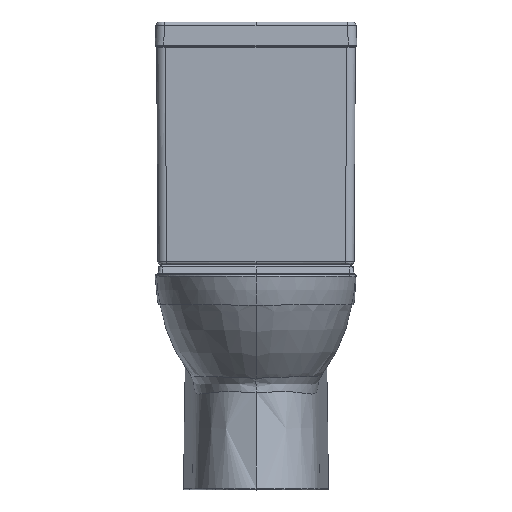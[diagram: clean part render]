
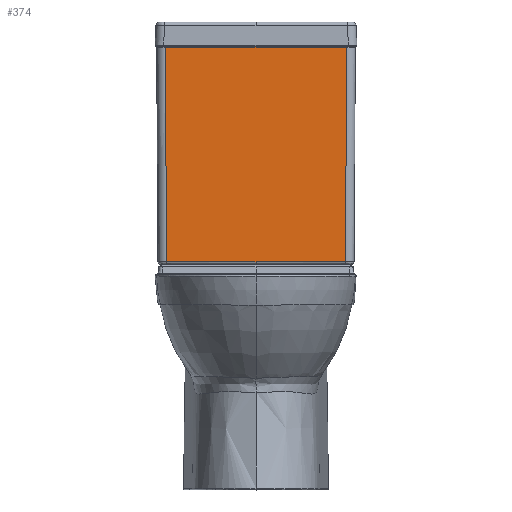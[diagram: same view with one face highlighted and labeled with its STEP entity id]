
A CAD part, front view. The second image highlights one B-rep face of the part: STEP entity #374.
In plain terms, the highlighted planar face has unit normal (0, -1, -0.006).
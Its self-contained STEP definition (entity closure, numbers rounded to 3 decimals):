
#374=ADVANCED_FACE('',(#607),#563,.T.);
#563=PLANE('',#3445);
#607=FACE_OUTER_BOUND('',#808,.T.);
#808=EDGE_LOOP('',(#1263,#1264,#1265,#1266,#1267,#1268));
#1028=LINE('',#7676,#1079);
#1029=LINE('',#7700,#1080);
#1079=VECTOR('',#3621,1.);
#1080=VECTOR('',#3622,1.);
#1263=ORIENTED_EDGE('',*,*,#2600,.T.);
#1264=ORIENTED_EDGE('',*,*,#2601,.T.);
#1265=ORIENTED_EDGE('',*,*,#2602,.T.);
#1266=ORIENTED_EDGE('',*,*,#2603,.T.);
#1267=ORIENTED_EDGE('',*,*,#2604,.T.);
#1268=ORIENTED_EDGE('',*,*,#2605,.T.);
#2245=VERTEX_POINT('',#7663);
#2246=VERTEX_POINT('',#7664);
#2247=VERTEX_POINT('',#7675);
#2248=VERTEX_POINT('',#7677);
#2249=VERTEX_POINT('',#7688);
#2250=VERTEX_POINT('',#7699);
#2600=EDGE_CURVE('',#2245,#2246,#3079,.T.);
#2601=EDGE_CURVE('',#2246,#2247,#3080,.T.);
#2602=EDGE_CURVE('',#2247,#2248,#1028,.T.);
#2603=EDGE_CURVE('',#2248,#2249,#3081,.T.);
#2604=EDGE_CURVE('',#2249,#2250,#3082,.T.);
#2605=EDGE_CURVE('',#2250,#2245,#1029,.T.);
#3079=B_SPLINE_CURVE_WITH_KNOTS('',3,(#7653,#7654,#7655,#7656,#7657,#7658,
#7659,#7660,#7661,#7662),.UNSPECIFIED.,.F.,.F.,(4,2,2,2,4),(0.,0.03,
0.15,0.632,1.),.UNSPECIFIED.);
#3080=B_SPLINE_CURVE_WITH_KNOTS('',3,(#7665,#7666,#7667,#7668,#7669,#7670,
#7671,#7672,#7673,#7674),.UNSPECIFIED.,.F.,.F.,(4,2,2,2,4),(0.,0.368,
0.85,0.97,1.),.UNSPECIFIED.);
#3081=B_SPLINE_CURVE_WITH_KNOTS('',3,(#7678,#7679,#7680,#7681,#7682,#7683,
#7684,#7685,#7686,#7687),.UNSPECIFIED.,.F.,.F.,(4,2,2,2,4),(0.,0.751,
0.941,0.988,1.),.UNSPECIFIED.);
#3082=B_SPLINE_CURVE_WITH_KNOTS('',3,(#7689,#7690,#7691,#7692,#7693,#7694,
#7695,#7696,#7697,#7698),.UNSPECIFIED.,.F.,.F.,(4,2,2,2,4),(0.,0.012,
0.059,0.249,1.),.UNSPECIFIED.);
#3445=AXIS2_PLACEMENT_3D('',#7701,#3623,#3624);
#3621=DIRECTION('',(0.006,-0.006,1.));
#3622=DIRECTION('',(0.006,0.006,-1.));
#3623=DIRECTION('',(0.,-1.,-0.006));
#3624=DIRECTION('',(0.006,-0.006,1.));
#7653=CARTESIAN_POINT('',(-166.065,-62.272,-274.676));
#7654=CARTESIAN_POINT('',(-162.732,-62.272,-274.676));
#7655=CARTESIAN_POINT('',(-159.398,-62.272,-274.676));
#7656=CARTESIAN_POINT('',(-142.732,-62.272,-274.676));
#7657=CARTESIAN_POINT('',(-129.398,-62.272,-274.676));
#7658=CARTESIAN_POINT('',(-62.732,-62.272,-274.676));
#7659=CARTESIAN_POINT('',(-9.398,-62.272,-274.676));
#7660=CARTESIAN_POINT('',(84.705,-62.272,-274.676));
#7661=CARTESIAN_POINT('',(125.476,-62.272,-274.676));
#7662=CARTESIAN_POINT('',(166.247,-62.272,-274.676));
#7663=CARTESIAN_POINT('',(-166.065,-62.272,-274.676));
#7664=CARTESIAN_POINT('',(0.,-62.272,-274.676));
#7665=CARTESIAN_POINT('',(-166.247,-62.272,-274.676));
#7666=CARTESIAN_POINT('',(-125.476,-62.272,-274.676));
#7667=CARTESIAN_POINT('',(-84.705,-62.272,-274.676));
#7668=CARTESIAN_POINT('',(9.398,-62.272,-274.676));
#7669=CARTESIAN_POINT('',(62.732,-62.272,-274.676));
#7670=CARTESIAN_POINT('',(129.398,-62.272,-274.676));
#7671=CARTESIAN_POINT('',(142.732,-62.272,-274.676));
#7672=CARTESIAN_POINT('',(159.398,-62.272,-274.676));
#7673=CARTESIAN_POINT('',(162.732,-62.272,-274.676));
#7674=CARTESIAN_POINT('',(166.065,-62.272,-274.676));
#7675=CARTESIAN_POINT('',(166.065,-62.272,-274.676));
#7676=CARTESIAN_POINT('',(166.035,-62.242,-279.543));
#7677=CARTESIAN_POINT('',(168.569,-64.729,123.342));
#7678=CARTESIAN_POINT('',(168.569,-64.729,123.342));
#7679=CARTESIAN_POINT('',(84.129,-64.729,123.342));
#7680=CARTESIAN_POINT('',(-0.311,-64.729,123.342));
#7681=CARTESIAN_POINT('',(-106.084,-64.729,123.342));
#7682=CARTESIAN_POINT('',(-127.417,-64.729,123.342));
#7683=CARTESIAN_POINT('',(-154.084,-64.729,123.342));
#7684=CARTESIAN_POINT('',(-159.417,-64.729,123.342));
#7685=CARTESIAN_POINT('',(-166.084,-64.729,123.342));
#7686=CARTESIAN_POINT('',(-167.417,-64.729,123.342));
#7687=CARTESIAN_POINT('',(-168.75,-64.729,123.342));
#7688=CARTESIAN_POINT('',(0.,-64.729,123.342));
#7689=CARTESIAN_POINT('',(168.75,-64.729,123.342));
#7690=CARTESIAN_POINT('',(167.417,-64.729,123.342));
#7691=CARTESIAN_POINT('',(166.084,-64.729,123.342));
#7692=CARTESIAN_POINT('',(159.417,-64.729,123.342));
#7693=CARTESIAN_POINT('',(154.084,-64.729,123.342));
#7694=CARTESIAN_POINT('',(127.417,-64.729,123.342));
#7695=CARTESIAN_POINT('',(106.084,-64.729,123.342));
#7696=CARTESIAN_POINT('',(0.311,-64.729,123.342));
#7697=CARTESIAN_POINT('',(-84.129,-64.729,123.342));
#7698=CARTESIAN_POINT('',(-168.569,-64.729,123.342));
#7699=CARTESIAN_POINT('',(-168.569,-64.729,123.342));
#7700=CARTESIAN_POINT('',(-166.035,-62.242,-279.543));
#7701=CARTESIAN_POINT('',(183.793,-63.492,-77.146));
